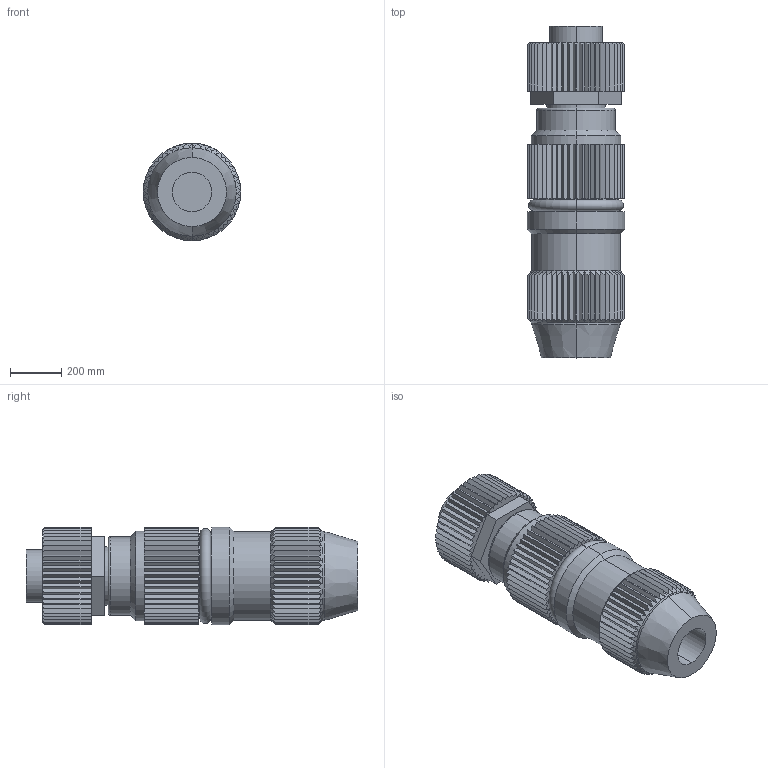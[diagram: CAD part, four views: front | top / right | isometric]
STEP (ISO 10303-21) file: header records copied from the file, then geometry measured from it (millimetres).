
FILE_DESCRIPTION (( 'STEP AP214' ), '1' );
FILE_NAME ('7000-12601-0000000.step', '2016-05-09T18:45:20', ( '' ), ( '' ), 'SwSTEP 2.0', 'SolidWorks 2015', '' );
FILE_SCHEMA (( 'AUTOMOTIVE_DESIGN' ));
Length unit declared in the file: inch
Products named in the file (1): 7000-12601-0000000
Bounding box: 381 x 1295.4 x 381 mm (x, y, z)
Volume: 110401334.6 mm3; surface area: 2649112 mm2
Topology: 1 solids, 1 shells, 566 faces, 1631 edges, 1080 vertices
Faces by surface type: plane 320, cylinder 179, cone 63, torus 4
Entity records: 20694 total; most frequent: CARTESIAN_POINT 4160, ORIENTED_EDGE 3262, DIRECTION 2898, EDGE_CURVE 1631, VERTEX_POINT 1080, AXIS2_PLACEMENT_3D 994, LINE 910, VECTOR 910
